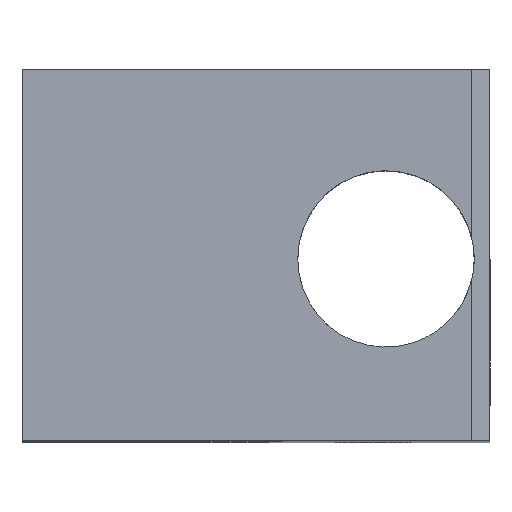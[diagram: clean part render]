
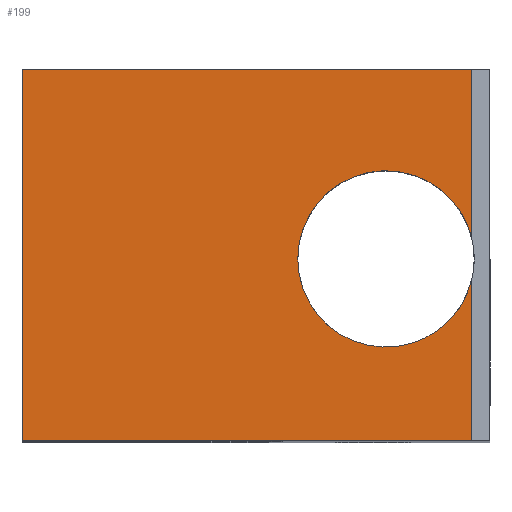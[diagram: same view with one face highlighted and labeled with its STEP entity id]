
A CAD part, top view. The second image highlights one B-rep face of the part: STEP entity #199.
In plain terms, the highlighted planar face has unit normal (0, 0, 1).
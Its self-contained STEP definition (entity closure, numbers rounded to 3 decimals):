
#20 = DIRECTION ( 'NONE',  ( 0., -1., 0. ) ) ;
#23 = VERTEX_POINT ( 'NONE', #900 ) ;
#47 = CIRCLE ( 'NONE', #225, 2.375 ) ;
#78 = CARTESIAN_POINT ( 'NONE',  ( 5.8, 10., 12.5 ) ) ;
#199 = ADVANCED_FACE ( 'NONE', ( #1263 ), #955, .F. ) ;
#213 = CARTESIAN_POINT ( 'NONE',  ( -6.3, 10., 12.5 ) ) ;
#217 = AXIS2_PLACEMENT_3D ( 'NONE', #213, #617, #1287 ) ;
#225 = AXIS2_PLACEMENT_3D ( 'NONE', #590, #1133, #288 ) ;
#288 = DIRECTION ( 'NONE',  ( -1., 0., 0. ) ) ;
#363 = VERTEX_POINT ( 'NONE', #1208 ) ;
#370 = CARTESIAN_POINT ( 'NONE',  ( 3.5, 4.9, 12.5 ) ) ;
#375 = DIRECTION ( 'NONE',  ( 0., 1., 0. ) ) ;
#385 = CARTESIAN_POINT ( 'NONE',  ( 1.125, 4.9, 12.5 ) ) ;
#396 = LINE ( 'NONE', #78, #1167 ) ;
#419 = VERTEX_POINT ( 'NONE', #385 ) ;
#421 = VECTOR ( 'NONE', #678, 1000. ) ;
#455 = CARTESIAN_POINT ( 'NONE',  ( -6.3, 0., 12.5 ) ) ;
#477 = LINE ( 'NONE', #1103, #527 ) ;
#527 = VECTOR ( 'NONE', #784, 1000. ) ;
#575 = VERTEX_POINT ( 'NONE', #917 ) ;
#590 = CARTESIAN_POINT ( 'NONE',  ( 3.5, 4.9, 12.5 ) ) ;
#617 = DIRECTION ( 'NONE',  ( 0., 0., -1. ) ) ;
#651 = DIRECTION ( 'NONE',  ( 0., 0., -1. ) ) ;
#652 = EDGE_CURVE ( 'NONE', #575, #363, #477, .T. ) ;
#660 = CARTESIAN_POINT ( 'NONE',  ( -6.3, 0., 12.5 ) ) ;
#672 = EDGE_CURVE ( 'NONE', #419, #575, #1354, .T. ) ;
#678 = DIRECTION ( 'NONE',  ( 1., 0., 0. ) ) ;
#732 = LINE ( 'NONE', #951, #1151 ) ;
#742 = VERTEX_POINT ( 'NONE', #455 ) ;
#744 = AXIS2_PLACEMENT_3D ( 'NONE', #370, #651, #994 ) ;
#763 = VERTEX_POINT ( 'NONE', #1166 ) ;
#784 = DIRECTION ( 'NONE',  ( 0., 1., 0. ) ) ;
#788 = VERTEX_POINT ( 'NONE', #1008 ) ;
#793 = EDGE_CURVE ( 'NONE', #763, #419, #47, .T. ) ;
#900 = CARTESIAN_POINT ( 'NONE',  ( -6.3, 10., 12.5 ) ) ;
#902 = ORIENTED_EDGE ( 'NONE', *, *, #652, .T. ) ;
#915 = ORIENTED_EDGE ( 'NONE', *, *, #1285, .T. ) ;
#917 = CARTESIAN_POINT ( 'NONE',  ( 5.8, 5.492, 12.5 ) ) ;
#921 = ORIENTED_EDGE ( 'NONE', *, *, #1004, .T. ) ;
#934 = EDGE_LOOP ( 'NONE', ( #950, #915, #1299, #1111, #902, #1284, #921 ) ) ;
#935 = LINE ( 'NONE', #1245, #1301 ) ;
#950 = ORIENTED_EDGE ( 'NONE', *, *, #1198, .T. ) ;
#951 = CARTESIAN_POINT ( 'NONE',  ( -6.3, 10., 12.5 ) ) ;
#955 = PLANE ( 'NONE',  #217 ) ;
#994 = DIRECTION ( 'NONE',  ( -1., 0., 0. ) ) ;
#1004 = EDGE_CURVE ( 'NONE', #23, #742, #732, .T. ) ;
#1007 = EDGE_CURVE ( 'NONE', #23, #363, #935, .T. ) ;
#1008 = CARTESIAN_POINT ( 'NONE',  ( 5.8, 0., 12.5 ) ) ;
#1103 = CARTESIAN_POINT ( 'NONE',  ( 5.8, 10., 12.5 ) ) ;
#1111 = ORIENTED_EDGE ( 'NONE', *, *, #672, .T. ) ;
#1133 = DIRECTION ( 'NONE',  ( 0., 0., -1. ) ) ;
#1151 = VECTOR ( 'NONE', #20, 1000. ) ;
#1166 = CARTESIAN_POINT ( 'NONE',  ( 5.8, 4.308, 12.5 ) ) ;
#1167 = VECTOR ( 'NONE', #375, 1000. ) ;
#1176 = LINE ( 'NONE', #660, #421 ) ;
#1198 = EDGE_CURVE ( 'NONE', #742, #788, #1176, .T. ) ;
#1208 = CARTESIAN_POINT ( 'NONE',  ( 5.8, 10., 12.5 ) ) ;
#1245 = CARTESIAN_POINT ( 'NONE',  ( -6.3, 10., 12.5 ) ) ;
#1252 = DIRECTION ( 'NONE',  ( 1., 0., 0. ) ) ;
#1263 = FACE_OUTER_BOUND ( 'NONE', #934, .T. ) ;
#1284 = ORIENTED_EDGE ( 'NONE', *, *, #1007, .F. ) ;
#1285 = EDGE_CURVE ( 'NONE', #788, #763, #396, .T. ) ;
#1287 = DIRECTION ( 'NONE',  ( -1., 0., 0. ) ) ;
#1299 = ORIENTED_EDGE ( 'NONE', *, *, #793, .T. ) ;
#1301 = VECTOR ( 'NONE', #1252, 1000. ) ;
#1354 = CIRCLE ( 'NONE', #744, 2.375 ) ;
